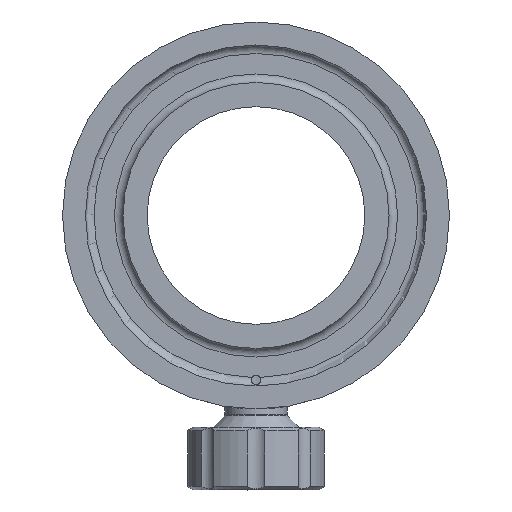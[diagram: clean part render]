
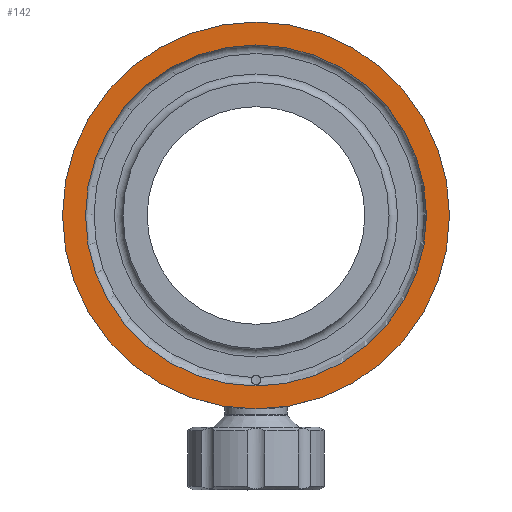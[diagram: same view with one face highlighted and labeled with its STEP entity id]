
A CAD part, left-side view. The second image highlights one B-rep face of the part: STEP entity #142.
In plain terms, the highlighted planar face has unit normal (-1, 0, 0).
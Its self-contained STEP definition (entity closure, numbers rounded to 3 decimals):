
#142 = ADVANCED_FACE( '', ( #310, #311 ), #312, .F. );
#310 = FACE_OUTER_BOUND( '', #477, .T. );
#311 = FACE_BOUND( '', #478, .T. );
#312 = PLANE( '', #479 );
#477 = EDGE_LOOP( '', ( #779 ) );
#478 = EDGE_LOOP( '', ( #780 ) );
#479 = AXIS2_PLACEMENT_3D( '', #781, #782, #783 );
#779 = ORIENTED_EDGE( '', *, *, #872, .F. );
#780 = ORIENTED_EDGE( '', *, *, #882, .T. );
#781 = CARTESIAN_POINT( '', ( -60., 0., 55. ) );
#782 = DIRECTION( '', ( 1., 0., 0. ) );
#783 = DIRECTION( '', ( 0., 0., -1. ) );
#872 = EDGE_CURVE( '', #1023, #1023, #1024, .T. );
#882 = EDGE_CURVE( '', #1039, #1039, #1040, .T. );
#1023 = VERTEX_POINT( '', #1571 );
#1024 = CIRCLE( '', #1572, 80. );
#1039 = VERTEX_POINT( '', #1587 );
#1040 = CIRCLE( '', #1588, 70.5 );
#1571 = CARTESIAN_POINT( '', ( -60., 0., -80. ) );
#1572 = AXIS2_PLACEMENT_3D( '', #1950, #1951, #1952 );
#1587 = CARTESIAN_POINT( '', ( -60., 0., -70.5 ) );
#1588 = AXIS2_PLACEMENT_3D( '', #1968, #1969, #1970 );
#1950 = CARTESIAN_POINT( '', ( -60., 0., 0. ) );
#1951 = DIRECTION( '', ( 1., 0., 0. ) );
#1952 = DIRECTION( '', ( 0., 0., -1. ) );
#1968 = CARTESIAN_POINT( '', ( -60., 0., 0. ) );
#1969 = DIRECTION( '', ( 1., 0., 0. ) );
#1970 = DIRECTION( '', ( 0., 0., -1. ) );
